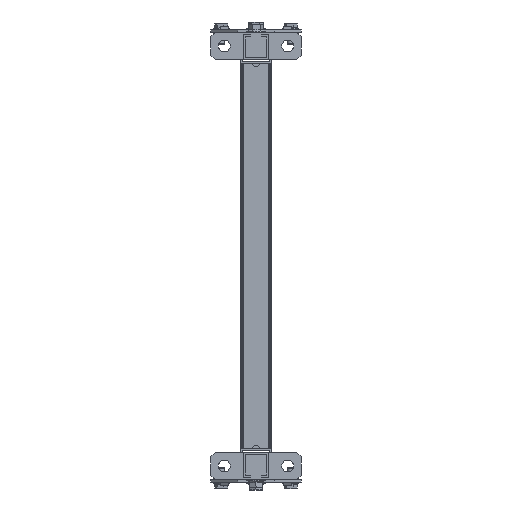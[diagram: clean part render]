
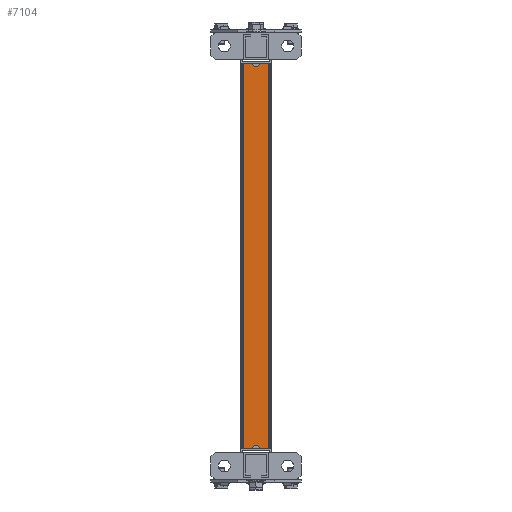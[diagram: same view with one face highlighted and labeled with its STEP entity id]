
A CAD part, front view. The second image highlights one B-rep face of the part: STEP entity #7104.
In plain terms, the highlighted face is planar.
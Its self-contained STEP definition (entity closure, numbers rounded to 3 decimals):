
#37 = VERTEX_POINT ( 'NONE', #9371 ) ;
#247 = VERTEX_POINT ( 'NONE', #3846 ) ;
#342 = DIRECTION ( 'NONE',  ( 1., 0., 0. ) ) ;
#498 = CARTESIAN_POINT ( 'NONE',  ( -17., 426., 17. ) ) ;
#953 = DIRECTION ( 'NONE',  ( 0., 0., -1. ) ) ;
#1334 = CARTESIAN_POINT ( 'NONE',  ( -17., 0., 17. ) ) ;
#1497 = DIRECTION ( 'NONE',  ( 0., 0., 1. ) ) ;
#1633 = LINE ( 'NONE', #10369, #9440 ) ;
#1681 = ORIENTED_EDGE ( 'NONE', *, *, #2803, .F. ) ;
#1717 = ORIENTED_EDGE ( 'NONE', *, *, #6524, .T. ) ;
#1743 = LINE ( 'NONE', #8479, #8628 ) ;
#1766 = VECTOR ( 'NONE', #8507, 1000. ) ;
#1884 = CARTESIAN_POINT ( 'NONE',  ( -17., 426., 17. ) ) ;
#2094 = ORIENTED_EDGE ( 'NONE', *, *, #9685, .F. ) ;
#2097 = CARTESIAN_POINT ( 'NONE',  ( 0., 426., 17. ) ) ;
#2349 = CARTESIAN_POINT ( 'NONE',  ( 0., 0., 17. ) ) ;
#2803 = EDGE_CURVE ( 'NONE', #9060, #6466, #3856, .T. ) ;
#2812 = EDGE_CURVE ( 'NONE', #8342, #5401, #1633, .T. ) ;
#2935 = EDGE_CURVE ( 'NONE', #7667, #247, #9569, .T. ) ;
#3190 = ORIENTED_EDGE ( 'NONE', *, *, #5346, .F. ) ;
#3300 = AXIS2_PLACEMENT_3D ( 'NONE', #2097, #10312, #342 ) ;
#3410 = ORIENTED_EDGE ( 'NONE', *, *, #2812, .T. ) ;
#3533 = EDGE_CURVE ( 'NONE', #4436, #8342, #1743, .T. ) ;
#3846 = CARTESIAN_POINT ( 'NONE',  ( 16., 0., 17. ) ) ;
#3856 = CIRCLE ( 'NONE', #3300, 4. ) ;
#4274 = CARTESIAN_POINT ( 'NONE',  ( -4., 426., 17. ) ) ;
#4413 = VECTOR ( 'NONE', #4651, 1000. ) ;
#4436 = VERTEX_POINT ( 'NONE', #6601 ) ;
#4508 = AXIS2_PLACEMENT_3D ( 'NONE', #2349, #1497, #10610 ) ;
#4651 = DIRECTION ( 'NONE',  ( 1., 0., 0. ) ) ;
#5213 = ORIENTED_EDGE ( 'NONE', *, *, #8726, .F. ) ;
#5228 = DIRECTION ( 'NONE',  ( 1., 0., 0. ) ) ;
#5346 = EDGE_CURVE ( 'NONE', #7667, #5401, #5814, .T. ) ;
#5389 = DIRECTION ( 'NONE',  ( 1., 0., 0. ) ) ;
#5401 = VERTEX_POINT ( 'NONE', #10680 ) ;
#5782 = LINE ( 'NONE', #7655, #1766 ) ;
#5814 = CIRCLE ( 'NONE', #4508, 4. ) ;
#5921 = VECTOR ( 'NONE', #8952, 1000. ) ;
#6068 = AXIS2_PLACEMENT_3D ( 'NONE', #1884, #953, #6857 ) ;
#6242 = ORIENTED_EDGE ( 'NONE', *, *, #2935, .T. ) ;
#6358 = LINE ( 'NONE', #8537, #7124 ) ;
#6466 = VERTEX_POINT ( 'NONE', #9202 ) ;
#6524 = EDGE_CURVE ( 'NONE', #247, #37, #5782, .T. ) ;
#6601 = CARTESIAN_POINT ( 'NONE',  ( -16., 426., 17. ) ) ;
#6804 = EDGE_LOOP ( 'NONE', ( #3410, #3190, #6242, #1717, #2094, #1681, #5213, #8199 ) ) ;
#6857 = DIRECTION ( 'NONE',  ( -1., 0., 0. ) ) ;
#6889 = PLANE ( 'NONE',  #6068 ) ;
#7104 = ADVANCED_FACE ( 'NONE', ( #7839 ), #6889, .F. ) ;
#7124 = VECTOR ( 'NONE', #5228, 1000. ) ;
#7655 = CARTESIAN_POINT ( 'NONE',  ( 16., 426., 17. ) ) ;
#7667 = VERTEX_POINT ( 'NONE', #9286 ) ;
#7839 = FACE_OUTER_BOUND ( 'NONE', #6804, .T. ) ;
#8199 = ORIENTED_EDGE ( 'NONE', *, *, #3533, .T. ) ;
#8342 = VERTEX_POINT ( 'NONE', #10492 ) ;
#8409 = DIRECTION ( 'NONE',  ( 0., -1., 0. ) ) ;
#8479 = CARTESIAN_POINT ( 'NONE',  ( -16., 426., 17. ) ) ;
#8507 = DIRECTION ( 'NONE',  ( 0., 1., 0. ) ) ;
#8537 = CARTESIAN_POINT ( 'NONE',  ( -17., 426., 17. ) ) ;
#8628 = VECTOR ( 'NONE', #8409, 1000. ) ;
#8726 = EDGE_CURVE ( 'NONE', #4436, #9060, #9238, .T. ) ;
#8952 = DIRECTION ( 'NONE',  ( 1., 0., 0. ) ) ;
#9060 = VERTEX_POINT ( 'NONE', #4274 ) ;
#9202 = CARTESIAN_POINT ( 'NONE',  ( 4., 426., 17. ) ) ;
#9238 = LINE ( 'NONE', #498, #4413 ) ;
#9286 = CARTESIAN_POINT ( 'NONE',  ( 4., 0., 17. ) ) ;
#9371 = CARTESIAN_POINT ( 'NONE',  ( 16., 426., 17. ) ) ;
#9440 = VECTOR ( 'NONE', #5389, 1000. ) ;
#9569 = LINE ( 'NONE', #1334, #5921 ) ;
#9685 = EDGE_CURVE ( 'NONE', #6466, #37, #6358, .T. ) ;
#10312 = DIRECTION ( 'NONE',  ( 0., 0., 1. ) ) ;
#10369 = CARTESIAN_POINT ( 'NONE',  ( -17., 0., 17. ) ) ;
#10492 = CARTESIAN_POINT ( 'NONE',  ( -16., 0., 17. ) ) ;
#10610 = DIRECTION ( 'NONE',  ( 1., 0., 0. ) ) ;
#10680 = CARTESIAN_POINT ( 'NONE',  ( -4., 0., 17. ) ) ;
